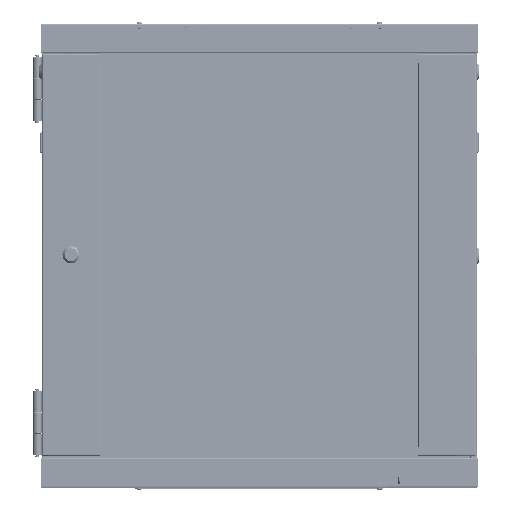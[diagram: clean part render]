
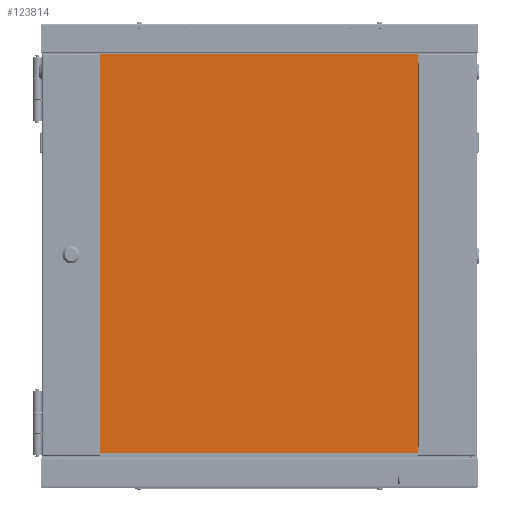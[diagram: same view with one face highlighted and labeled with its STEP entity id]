
A CAD part, top view. The second image highlights one B-rep face of the part: STEP entity #123814.
In plain terms, the highlighted face is planar.
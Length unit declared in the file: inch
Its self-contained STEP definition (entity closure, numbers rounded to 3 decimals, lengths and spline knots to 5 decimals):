
#1128 = PLANE ( 'NONE',  #86810 ) ;
#3297 = ORIENTED_EDGE ( 'NONE', *, *, #7163, .F. ) ;
#5054 = EDGE_CURVE ( 'NONE', #8702, #93056, #51982, .T. ) ;
#7163 = EDGE_CURVE ( 'NONE', #53302, #8702, #86710, .T. ) ;
#8282 = VECTOR ( 'NONE', #92929, 39.37008 ) ;
#8702 = VERTEX_POINT ( 'NONE', #139069 ) ;
#10876 = CARTESIAN_POINT ( 'NONE',  ( 0., 0.19685, 0. ) ) ;
#14715 = EDGE_CURVE ( 'NONE', #93056, #60197, #126649, .T. ) ;
#22843 = DIRECTION ( 'NONE',  ( 0., 1., 0. ) ) ;
#23535 = VECTOR ( 'NONE', #120425, 39.37008 ) ;
#36751 = CARTESIAN_POINT ( 'NONE',  ( 9.05512, 0.19685, -10.7815 ) ) ;
#41009 = ORIENTED_EDGE ( 'NONE', *, *, #5054, .F. ) ;
#49790 = DIRECTION ( 'NONE',  ( 0., 0., -1. ) ) ;
#51982 = LINE ( 'NONE', #62461, #143114 ) ;
#52949 = CARTESIAN_POINT ( 'NONE',  ( 9.05512, 0.19685, 10.7815 ) ) ;
#53302 = VERTEX_POINT ( 'NONE', #127559 ) ;
#53677 = LINE ( 'NONE', #52949, #143158 ) ;
#56635 = EDGE_LOOP ( 'NONE', ( #60913, #41009, #3297, #68424 ) ) ;
#60197 = VERTEX_POINT ( 'NONE', #82388 ) ;
#60676 = CARTESIAN_POINT ( 'NONE',  ( -9.05512, 0.19685, -10.7815 ) ) ;
#60913 = ORIENTED_EDGE ( 'NONE', *, *, #14715, .F. ) ;
#62461 = CARTESIAN_POINT ( 'NONE',  ( -9.05512, 0.19685, -10.7815 ) ) ;
#68424 = ORIENTED_EDGE ( 'NONE', *, *, #91506, .F. ) ;
#82388 = CARTESIAN_POINT ( 'NONE',  ( 9.05512, 0.19685, -10.7815 ) ) ;
#86710 = LINE ( 'NONE', #110645, #23535 ) ;
#86810 = AXIS2_PLACEMENT_3D ( 'NONE', #10876, #22843, #93250 ) ;
#91506 = EDGE_CURVE ( 'NONE', #60197, #53302, #53677, .T. ) ;
#92929 = DIRECTION ( 'NONE',  ( 1., 0., 0. ) ) ;
#93056 = VERTEX_POINT ( 'NONE', #60676 ) ;
#93250 = DIRECTION ( 'NONE',  ( 0., 0., 1. ) ) ;
#110607 = DIRECTION ( 'NONE',  ( 0., 0., 1. ) ) ;
#110645 = CARTESIAN_POINT ( 'NONE',  ( -9.05512, 0.19685, 10.7815 ) ) ;
#114951 = FACE_OUTER_BOUND ( 'NONE', #56635, .T. ) ;
#120425 = DIRECTION ( 'NONE',  ( -1., 0., 0. ) ) ;
#123814 = ADVANCED_FACE ( 'NONE', ( #114951 ), #1128, .T. ) ;
#126649 = LINE ( 'NONE', #36751, #8282 ) ;
#127559 = CARTESIAN_POINT ( 'NONE',  ( 9.05512, 0.19685, 10.7815 ) ) ;
#139069 = CARTESIAN_POINT ( 'NONE',  ( -9.05512, 0.19685, 10.7815 ) ) ;
#143114 = VECTOR ( 'NONE', #49790, 39.37008 ) ;
#143158 = VECTOR ( 'NONE', #110607, 39.37008 ) ;
